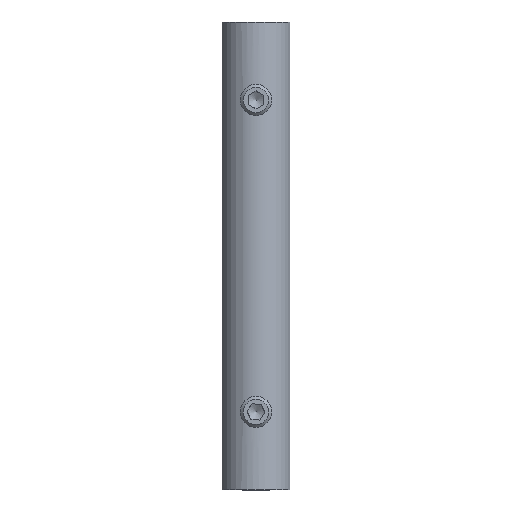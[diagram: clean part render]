
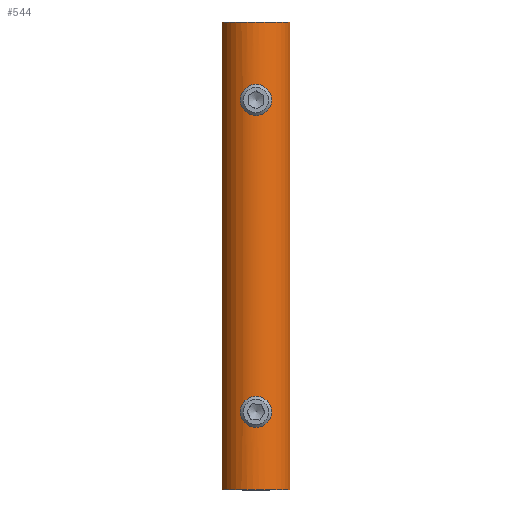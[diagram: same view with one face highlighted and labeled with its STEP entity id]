
A CAD part, top view. The second image highlights one B-rep face of the part: STEP entity #544.
In plain terms, the highlighted cylindrical face has radius 9 mm (diameter 18 mm), a partial arc.
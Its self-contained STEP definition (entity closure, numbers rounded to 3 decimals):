
#31=B_SPLINE_CURVE_WITH_KNOTS('',3,(#862,#863,#864,#865,#866,#867,#868,
#869,#870,#871,#872,#873,#874,#875,#876,#877,#878,#879,#880,#881,#882,#883,
#884,#885,#886,#887,#888,#889,#890,#891,#892,#893,#894,#895),
 .UNSPECIFIED.,.T.,.F.,(4,2,2,2,2,2,2,2,2,2,2,2,2,2,2,2,4),(0.,0.127,
0.253,0.38,0.506,0.632,
0.759,0.885,1.012,1.139,1.265,
1.392,1.518,1.644,1.771,1.897,
2.024),.UNSPECIFIED.);
#32=B_SPLINE_CURVE_WITH_KNOTS('',3,(#900,#901,#902,#903,#904,#905,#906,
#907,#908,#909,#910,#911,#912,#913,#914,#915,#916,#917,#918,#919,#920,#921,
#922,#923,#924,#925,#926,#927,#928,#929,#930,#931,#932,#933),
 .UNSPECIFIED.,.T.,.F.,(4,2,2,2,2,2,2,2,2,2,2,2,2,2,2,2,4),(0.,0.127,
0.253,0.38,0.506,0.632,
0.759,0.885,1.012,1.139,1.265,
1.392,1.518,1.644,1.771,1.897,
2.024),.UNSPECIFIED.);
#83=LINE('',#1002,#117);
#84=LINE('',#1006,#118);
#117=VECTOR('',#758,120.);
#118=VECTOR('',#763,120.);
#145=CYLINDRICAL_SURFACE('',#605,9.);
#158=FACE_BOUND('',#235,.T.);
#159=FACE_BOUND('',#236,.T.);
#190=FACE_OUTER_BOUND('',#234,.T.);
#234=EDGE_LOOP('',(#487,#488,#489,#490));
#235=EDGE_LOOP('',(#491));
#236=EDGE_LOOP('',(#492));
#249=CIRCLE('',#583,9.);
#261=CIRCLE('',#606,9.);
#283=VERTEX_POINT('',#861);
#285=VERTEX_POINT('',#899);
#287=VERTEX_POINT('',#937);
#288=VERTEX_POINT('',#938);
#309=VERTEX_POINT('',#1000);
#310=VERTEX_POINT('',#1004);
#337=EDGE_CURVE('',#283,#283,#31,.T.);
#339=EDGE_CURVE('',#285,#285,#32,.T.);
#341=EDGE_CURVE('',#287,#288,#249,.T.);
#373=EDGE_CURVE('',#288,#309,#83,.T.);
#374=EDGE_CURVE('',#309,#310,#261,.T.);
#375=EDGE_CURVE('',#287,#310,#84,.T.);
#487=ORIENTED_EDGE('',*,*,#374,.T.);
#488=ORIENTED_EDGE('',*,*,#375,.F.);
#489=ORIENTED_EDGE('',*,*,#341,.T.);
#490=ORIENTED_EDGE('',*,*,#373,.T.);
#491=ORIENTED_EDGE('',*,*,#337,.T.);
#492=ORIENTED_EDGE('',*,*,#339,.T.);
#544=ADVANCED_FACE('',(#190,#158,#159),#145,.T.);
#583=AXIS2_PLACEMENT_3D('',#939,#694,#695);
#605=AXIS2_PLACEMENT_3D('',#1003,#759,#760);
#606=AXIS2_PLACEMENT_3D('',#1005,#761,#762);
#694=DIRECTION('center_axis',(0.,1.,0.));
#695=DIRECTION('ref_axis',(-0.963,0.,0.271));
#758=DIRECTION('',(0.,1.,0.));
#759=DIRECTION('center_axis',(0.,1.,0.));
#760=DIRECTION('ref_axis',(-0.963,0.,0.271));
#761=DIRECTION('center_axis',(0.,-1.,0.));
#762=DIRECTION('ref_axis',(-0.963,0.,0.271));
#763=DIRECTION('',(0.,1.,0.));
#861=CARTESIAN_POINT('',(-3.324,40.,10.064));
#862=CARTESIAN_POINT('Ctrl Pts',(-3.324,40.,10.064));
#863=CARTESIAN_POINT('Ctrl Pts',(-3.324,40.422,10.064));
#864=CARTESIAN_POINT('Ctrl Pts',(-3.238,40.869,10.099));
#865=CARTESIAN_POINT('Ctrl Pts',(-2.898,41.686,10.223));
#866=CARTESIAN_POINT('Ctrl Pts',(-2.643,42.057,10.309));
#867=CARTESIAN_POINT('Ctrl Pts',(-2.057,42.643,10.467));
#868=CARTESIAN_POINT('Ctrl Pts',(-1.686,42.898,10.55));
#869=CARTESIAN_POINT('Ctrl Pts',(-0.868,43.238,10.668));
#870=CARTESIAN_POINT('Ctrl Pts',(-0.422,43.324,10.7));
#871=CARTESIAN_POINT('Ctrl Pts',(0.422,43.324,10.7));
#872=CARTESIAN_POINT('Ctrl Pts',(0.868,43.238,10.668));
#873=CARTESIAN_POINT('Ctrl Pts',(1.686,42.898,10.55));
#874=CARTESIAN_POINT('Ctrl Pts',(2.057,42.643,10.467));
#875=CARTESIAN_POINT('Ctrl Pts',(2.643,42.057,10.309));
#876=CARTESIAN_POINT('Ctrl Pts',(2.898,41.686,10.223));
#877=CARTESIAN_POINT('Ctrl Pts',(3.238,40.869,10.099));
#878=CARTESIAN_POINT('Ctrl Pts',(3.324,40.422,10.064));
#879=CARTESIAN_POINT('Ctrl Pts',(3.324,39.578,10.064));
#880=CARTESIAN_POINT('Ctrl Pts',(3.238,39.131,10.099));
#881=CARTESIAN_POINT('Ctrl Pts',(2.898,38.314,10.223));
#882=CARTESIAN_POINT('Ctrl Pts',(2.643,37.943,10.309));
#883=CARTESIAN_POINT('Ctrl Pts',(2.057,37.357,10.467));
#884=CARTESIAN_POINT('Ctrl Pts',(1.686,37.102,10.55));
#885=CARTESIAN_POINT('Ctrl Pts',(0.868,36.762,10.668));
#886=CARTESIAN_POINT('Ctrl Pts',(0.422,36.677,10.7));
#887=CARTESIAN_POINT('Ctrl Pts',(-0.422,36.677,10.7));
#888=CARTESIAN_POINT('Ctrl Pts',(-0.868,36.762,10.668));
#889=CARTESIAN_POINT('Ctrl Pts',(-1.686,37.102,10.55));
#890=CARTESIAN_POINT('Ctrl Pts',(-2.057,37.357,10.467));
#891=CARTESIAN_POINT('Ctrl Pts',(-2.643,37.943,10.309));
#892=CARTESIAN_POINT('Ctrl Pts',(-2.898,38.314,10.223));
#893=CARTESIAN_POINT('Ctrl Pts',(-3.238,39.131,10.099));
#894=CARTESIAN_POINT('Ctrl Pts',(-3.324,39.578,10.064));
#895=CARTESIAN_POINT('Ctrl Pts',(-3.324,40.,10.064));
#899=CARTESIAN_POINT('',(-3.324,-40.,10.064));
#900=CARTESIAN_POINT('Ctrl Pts',(-3.324,-40.,10.064));
#901=CARTESIAN_POINT('Ctrl Pts',(-3.324,-39.578,10.064));
#902=CARTESIAN_POINT('Ctrl Pts',(-3.238,-39.131,10.099));
#903=CARTESIAN_POINT('Ctrl Pts',(-2.898,-38.314,10.223));
#904=CARTESIAN_POINT('Ctrl Pts',(-2.643,-37.943,10.309));
#905=CARTESIAN_POINT('Ctrl Pts',(-2.057,-37.357,10.467));
#906=CARTESIAN_POINT('Ctrl Pts',(-1.686,-37.102,10.55));
#907=CARTESIAN_POINT('Ctrl Pts',(-0.868,-36.762,10.668));
#908=CARTESIAN_POINT('Ctrl Pts',(-0.422,-36.677,10.7));
#909=CARTESIAN_POINT('Ctrl Pts',(0.422,-36.677,10.7));
#910=CARTESIAN_POINT('Ctrl Pts',(0.868,-36.762,10.668));
#911=CARTESIAN_POINT('Ctrl Pts',(1.686,-37.102,10.55));
#912=CARTESIAN_POINT('Ctrl Pts',(2.057,-37.357,10.467));
#913=CARTESIAN_POINT('Ctrl Pts',(2.643,-37.943,10.309));
#914=CARTESIAN_POINT('Ctrl Pts',(2.898,-38.314,10.223));
#915=CARTESIAN_POINT('Ctrl Pts',(3.238,-39.131,10.099));
#916=CARTESIAN_POINT('Ctrl Pts',(3.324,-39.578,10.064));
#917=CARTESIAN_POINT('Ctrl Pts',(3.324,-40.422,10.064));
#918=CARTESIAN_POINT('Ctrl Pts',(3.238,-40.869,10.099));
#919=CARTESIAN_POINT('Ctrl Pts',(2.898,-41.686,10.223));
#920=CARTESIAN_POINT('Ctrl Pts',(2.643,-42.057,10.309));
#921=CARTESIAN_POINT('Ctrl Pts',(2.057,-42.643,10.467));
#922=CARTESIAN_POINT('Ctrl Pts',(1.686,-42.898,10.55));
#923=CARTESIAN_POINT('Ctrl Pts',(0.868,-43.238,10.668));
#924=CARTESIAN_POINT('Ctrl Pts',(0.422,-43.324,10.7));
#925=CARTESIAN_POINT('Ctrl Pts',(-0.422,-43.324,10.7));
#926=CARTESIAN_POINT('Ctrl Pts',(-0.868,-43.238,10.668));
#927=CARTESIAN_POINT('Ctrl Pts',(-1.686,-42.898,10.55));
#928=CARTESIAN_POINT('Ctrl Pts',(-2.057,-42.643,10.467));
#929=CARTESIAN_POINT('Ctrl Pts',(-2.643,-42.057,10.309));
#930=CARTESIAN_POINT('Ctrl Pts',(-2.898,-41.686,10.223));
#931=CARTESIAN_POINT('Ctrl Pts',(-3.238,-40.869,10.099));
#932=CARTESIAN_POINT('Ctrl Pts',(-3.324,-40.422,10.064));
#933=CARTESIAN_POINT('Ctrl Pts',(-3.324,-40.,10.064));
#937=CARTESIAN_POINT('',(-8.664,-60.,4.135));
#938=CARTESIAN_POINT('',(8.664,-60.,4.135));
#939=CARTESIAN_POINT('Origin',(0.,-60.,1.7));
#1000=CARTESIAN_POINT('',(8.664,60.,4.135));
#1002=CARTESIAN_POINT('',(8.664,0.,4.135));
#1003=CARTESIAN_POINT('Origin',(0.,0.,1.7));
#1004=CARTESIAN_POINT('',(-8.664,60.,4.135));
#1005=CARTESIAN_POINT('Origin',(0.,60.,1.7));
#1006=CARTESIAN_POINT('',(-8.664,0.,4.135));
